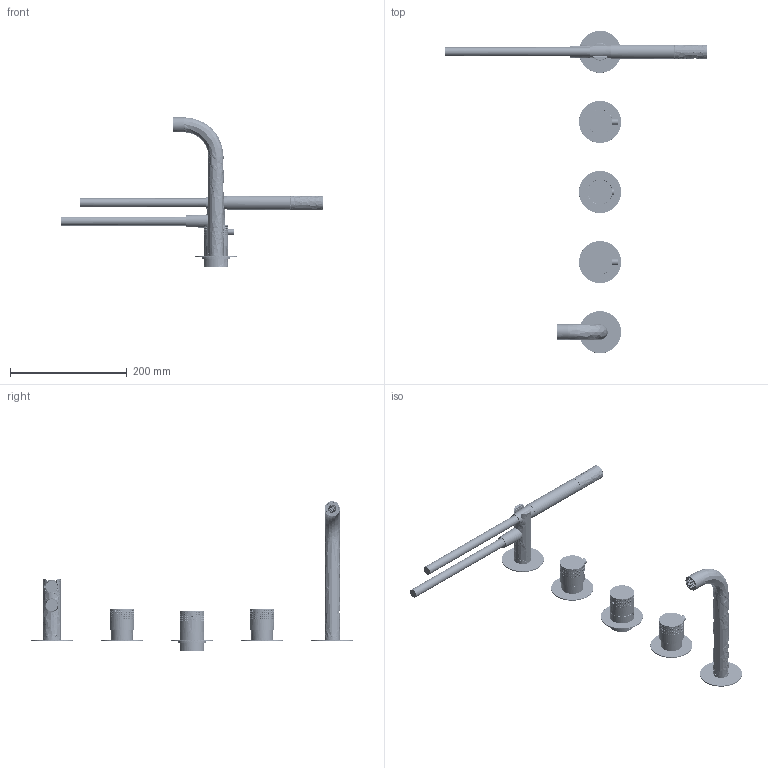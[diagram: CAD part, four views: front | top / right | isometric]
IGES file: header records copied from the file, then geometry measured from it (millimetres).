
Start section: C
Global section: file name: AR7072D.igs; native system: By Siemens PLM Incorporated; preprocessor: XPlus GENERIC/IGES 24.1.129; author: Author; organization: Title; date: 20230206.124029; units: millimetre
Bounding box: 448.24 x 551.98 x 256.2 mm (x, y, z)
Surface area: 248320.1 mm2 (no closed solid volume)
Topology: 0 solids, 1 shells, 2996 faces, 16746 edges, 16229 vertices
Faces by surface type: bspline 2996
